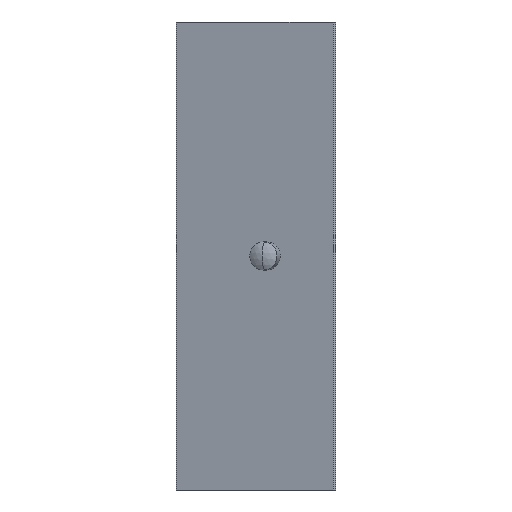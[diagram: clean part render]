
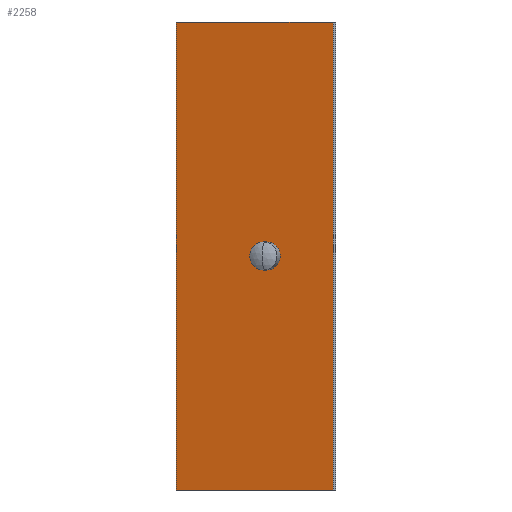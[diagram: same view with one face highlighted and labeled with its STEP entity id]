
A CAD part, left-side view. The second image highlights one B-rep face of the part: STEP entity #2258.
In plain terms, the highlighted planar face has unit normal (-0.966, 0.26, 0).
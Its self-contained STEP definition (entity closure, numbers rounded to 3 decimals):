
#2258=ADVANCED_FACE('',(#6416,#6417),#6418,.T.);
#6416=FACE_BOUND('',#12865,.T.);
#6417=FACE_OUTER_BOUND('',#12866,.T.);
#6418=PLANE('',#12867);
#12865=EDGE_LOOP('',(#19852,#19853,#19854));
#12866=EDGE_LOOP('',(#19855,#19856,#19857,#19858));
#12867=AXIS2_PLACEMENT_3D('',#19859,#19860,#19861);
#19852=ORIENTED_EDGE('',*,*,#36821,.T.);
#19853=ORIENTED_EDGE('',*,*,#37294,.T.);
#19854=ORIENTED_EDGE('',*,*,#36822,.T.);
#19855=ORIENTED_EDGE('',*,*,#37295,.T.);
#19856=ORIENTED_EDGE('',*,*,#37296,.F.);
#19857=ORIENTED_EDGE('',*,*,#37297,.T.);
#19858=ORIENTED_EDGE('',*,*,#37298,.T.);
#19859=CARTESIAN_POINT('',(-9.5,17.25,0.0));
#19860=DIRECTION('',(-0.966,0.259,0.0));
#19861=DIRECTION('',(-0.259,-0.966,0.0));
#36821=EDGE_CURVE('',#43743,#43741,#43744,.T.);
#36822=EDGE_CURVE('',#43739,#43743,#43745,.T.);
#37294=EDGE_CURVE('',#43741,#43739,#44582,.T.);
#37295=EDGE_CURVE('',#44583,#44584,#44585,.T.);
#37296=EDGE_CURVE('',#44586,#44584,#44587,.T.);
#37297=EDGE_CURVE('',#44586,#44588,#44589,.T.);
#37298=EDGE_CURVE('',#44588,#44583,#44590,.T.);
#43739=VERTEX_POINT('',#53895);
#43741=VERTEX_POINT('',#53898);
#43743=VERTEX_POINT('',#53901);
#43744=ELLIPSE('',#53902,3.,3.0);
#43745=ELLIPSE('',#53903,3.,3.0);
#44582=ELLIPSE('',#55114,3.,3.0);
#44583=VERTEX_POINT('',#55115);
#44584=VERTEX_POINT('',#55116);
#44585=LINE('',#55117,#55118);
#44586=VERTEX_POINT('',#55119);
#44587=LINE('',#55120,#55121);
#44588=VERTEX_POINT('',#55122);
#44589=LINE('',#55123,#55124);
#44590=LINE('',#55125,#55126);
#53895=CARTESIAN_POINT('',(-10.178,14.727,53.0));
#53898=CARTESIAN_POINT('',(-10.178,14.727,47.0));
#53901=CARTESIAN_POINT('',(-10.956,11.83,50.0));
#53902=AXIS2_PLACEMENT_3D('',#68756,#68757,#68758);
#53903=AXIS2_PLACEMENT_3D('',#68759,#68760,#68761);
#55114=AXIS2_PLACEMENT_3D('',#69136,#69137,#69138);
#55115=CARTESIAN_POINT('',(-14.0,0.5,100.0));
#55116=CARTESIAN_POINT('',(-5.0,34.0,100.0));
#55117=CARTESIAN_POINT('',(-5.0,34.0,100.0));
#55118=VECTOR('',#69139,1.0);
#55119=CARTESIAN_POINT('',(-5.0,34.0,0.0));
#55120=CARTESIAN_POINT('',(-5.0,34.0,0.0));
#55121=VECTOR('',#69140,1.0);
#55122=CARTESIAN_POINT('',(-14.0,0.5,0.0));
#55123=CARTESIAN_POINT('',(-5.0,34.0,0.0));
#55124=VECTOR('',#69141,1.0);
#55125=CARTESIAN_POINT('',(-14.0,0.5,0.0));
#55126=VECTOR('',#69142,1.0);
#68756=CARTESIAN_POINT('',(-10.178,14.727,50.0));
#68757=DIRECTION('',(0.966,-0.259,-0.0));
#68758=DIRECTION('',(0.259,0.966,0.0));
#68759=CARTESIAN_POINT('',(-10.178,14.727,50.0));
#68760=DIRECTION('',(0.966,-0.259,-0.0));
#68761=DIRECTION('',(0.259,0.966,0.0));
#69136=CARTESIAN_POINT('',(-10.178,14.727,50.0));
#69137=DIRECTION('',(0.966,-0.259,-0.0));
#69138=DIRECTION('',(0.259,0.966,0.0));
#69139=DIRECTION('',(0.259,0.966,0.0));
#69140=DIRECTION('',(0.0,0.0,1.0));
#69141=DIRECTION('',(-0.259,-0.966,0.0));
#69142=DIRECTION('',(0.0,0.0,1.0));
